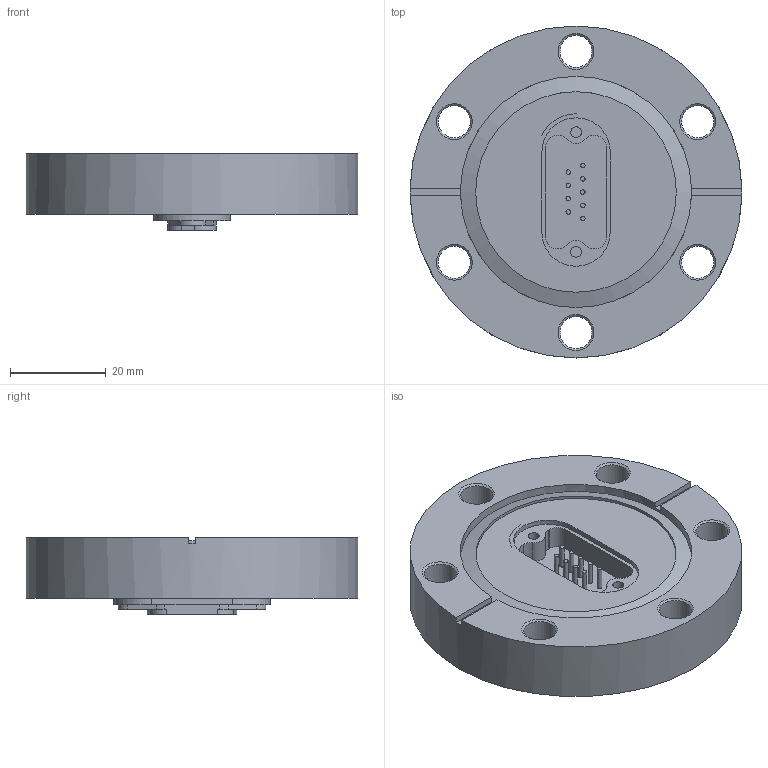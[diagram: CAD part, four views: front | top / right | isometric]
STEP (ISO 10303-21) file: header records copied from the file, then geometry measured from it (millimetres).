
FILE_DESCRIPTION (( 'STEP AP214' ), '1' );
FILE_NAME ('SUBD-9SS-CF40 Fullvac.stp', '2023-12-06T10:47:35', ( '' ), ( '' ), 'SwSTEP 2.0', 'SolidWorks 2017', '' );
FILE_SCHEMA (( 'AUTOMOTIVE_DESIGN' ));
Length unit declared in the file: millimetre
Products named in the file (1): SUBD-9SS-CF40 Fullvac
Bounding box: 69.34 x 69.34 x 16 mm (x, y, z)
Volume: 41260.1 mm3; surface area: 13441.1 mm2
Topology: 1 solids, 1 shells, 133 faces, 307 edges, 202 vertices
Faces by surface type: plane 61, cylinder 58, cone 13, torus 1
Full cylindrical faces by diameter (mm): 0.94 x18, 2.261 x4, 6.731 x6, 41.91 x1, 48.311 x1, 69.342 x1
Entity records: 3572 total; most frequent: DIRECTION 660, CARTESIAN_POINT 580, ORIENTED_EDGE 506, AXIS2_PLACEMENT_3D 273, EDGE_CURVE 253, EDGE_LOOP 218, VERTEX_POINT 193, FACE_OUTER_BOUND 165
